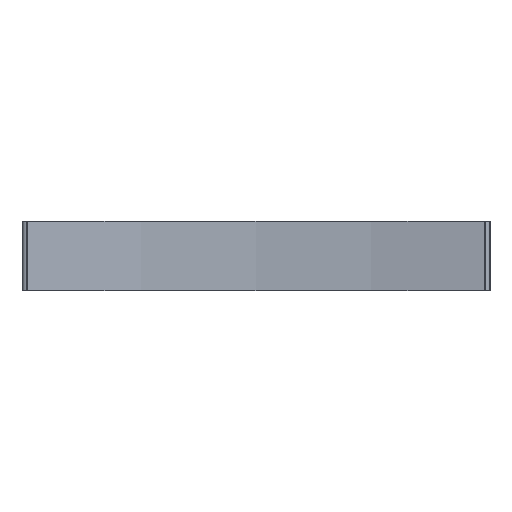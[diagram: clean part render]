
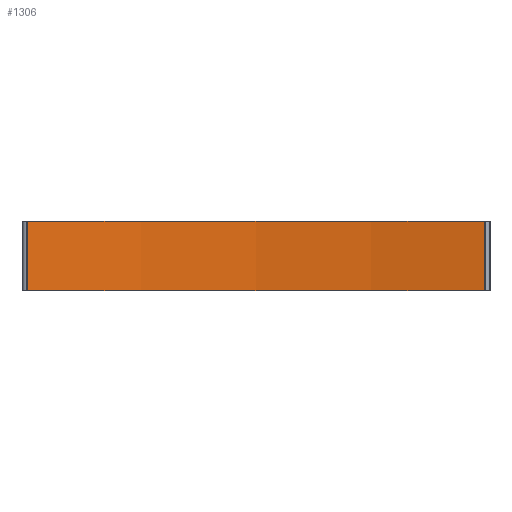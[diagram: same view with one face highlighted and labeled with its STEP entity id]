
A CAD part, left-side view. The second image highlights one B-rep face of the part: STEP entity #1306.
In plain terms, the highlighted cylindrical face has radius 257.525 mm (diameter 515.05 mm), a partial arc.
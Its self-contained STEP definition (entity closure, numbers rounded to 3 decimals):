
#47 = EDGE_CURVE ( 'NONE', #1276, #852, #713, .T. ) ;
#95 = DIRECTION ( 'NONE',  ( 0., 0., -1. ) ) ;
#103 = DIRECTION ( 'NONE',  ( 1., 0., 0. ) ) ;
#202 = ORIENTED_EDGE ( 'NONE', *, *, #318, .T. ) ;
#214 = AXIS2_PLACEMENT_3D ( 'NONE', #405, #726, #1174 ) ;
#282 = EDGE_CURVE ( 'NONE', #1276, #502, #1125, .T. ) ;
#315 = VECTOR ( 'NONE', #1162, 1000. ) ;
#318 = EDGE_CURVE ( 'NONE', #573, #502, #564, .T. ) ;
#323 = CARTESIAN_POINT ( 'NONE',  ( -335.025, 0., 0. ) ) ;
#362 = DIRECTION ( 'NONE',  ( 0., 0., -1. ) ) ;
#366 = ORIENTED_EDGE ( 'NONE', *, *, #282, .F. ) ;
#375 = FACE_OUTER_BOUND ( 'NONE', #472, .T. ) ;
#389 = EDGE_CURVE ( 'NONE', #852, #573, #734, .T. ) ;
#405 = CARTESIAN_POINT ( 'NONE',  ( -335.025, 0., 15. ) ) ;
#472 = EDGE_LOOP ( 'NONE', ( #1230, #202, #366, #690 ) ) ;
#502 = VERTEX_POINT ( 'NONE', #971 ) ;
#517 = CARTESIAN_POINT ( 'NONE',  ( -82.265, -49.309, 0. ) ) ;
#564 = LINE ( 'NONE', #921, #315 ) ;
#573 = VERTEX_POINT ( 'NONE', #517 ) ;
#658 = AXIS2_PLACEMENT_3D ( 'NONE', #323, #1094, #103 ) ;
#682 = CARTESIAN_POINT ( 'NONE',  ( -82.265, 49.309, 15. ) ) ;
#690 = ORIENTED_EDGE ( 'NONE', *, *, #47, .T. ) ;
#713 = LINE ( 'NONE', #682, #1110 ) ;
#726 = DIRECTION ( 'NONE',  ( 0., 0., -1. ) ) ;
#734 = CIRCLE ( 'NONE', #658, 257.525 ) ;
#772 = CARTESIAN_POINT ( 'NONE',  ( -82.265, 49.309, 0. ) ) ;
#852 = VERTEX_POINT ( 'NONE', #772 ) ;
#921 = CARTESIAN_POINT ( 'NONE',  ( -82.265, -49.309, 15. ) ) ;
#941 = CARTESIAN_POINT ( 'NONE',  ( -82.265, 49.309, 15. ) ) ;
#970 = AXIS2_PLACEMENT_3D ( 'NONE', #1394, #95, #1192 ) ;
#971 = CARTESIAN_POINT ( 'NONE',  ( -82.265, -49.309, 15. ) ) ;
#1094 = DIRECTION ( 'NONE',  ( 0., 0., -1. ) ) ;
#1110 = VECTOR ( 'NONE', #362, 1000. ) ;
#1125 = CIRCLE ( 'NONE', #214, 257.525 ) ;
#1162 = DIRECTION ( 'NONE',  ( 0., 0., 1. ) ) ;
#1174 = DIRECTION ( 'NONE',  ( 1., 0., 0. ) ) ;
#1192 = DIRECTION ( 'NONE',  ( -1., 0., 0. ) ) ;
#1230 = ORIENTED_EDGE ( 'NONE', *, *, #389, .T. ) ;
#1265 = CYLINDRICAL_SURFACE ( 'NONE', #970, 257.525 ) ;
#1276 = VERTEX_POINT ( 'NONE', #941 ) ;
#1306 = ADVANCED_FACE ( 'NONE', ( #375 ), #1265, .F. ) ;
#1394 = CARTESIAN_POINT ( 'NONE',  ( -335.025, 0., 15. ) ) ;
